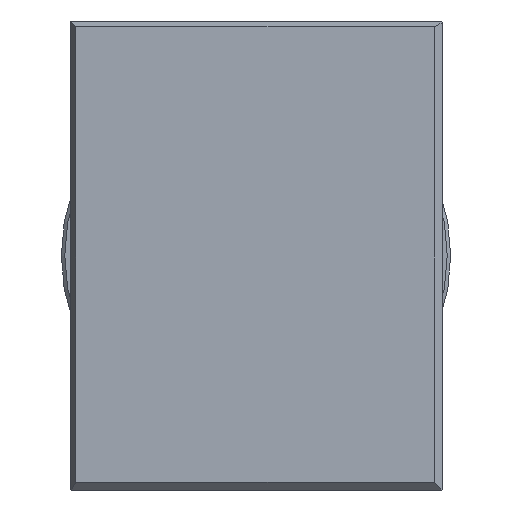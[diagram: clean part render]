
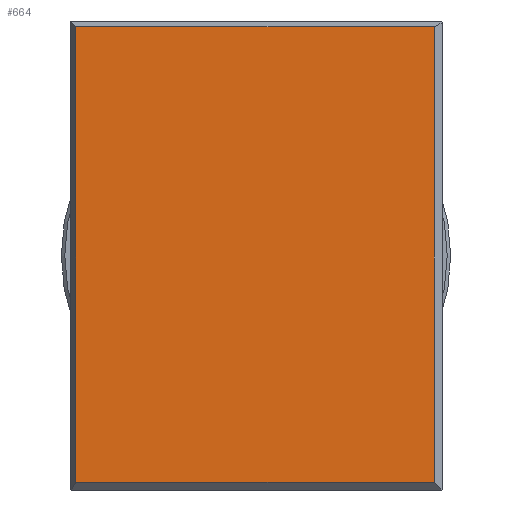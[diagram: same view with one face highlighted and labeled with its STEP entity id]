
A CAD part, left-side view. The second image highlights one B-rep face of the part: STEP entity #664.
In plain terms, the highlighted planar face has unit normal (-1, 0, 0).
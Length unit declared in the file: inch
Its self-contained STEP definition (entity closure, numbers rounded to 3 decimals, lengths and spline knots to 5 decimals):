
#120 = ORIENTED_EDGE ( 'NONE', *, *, #2101, .T. ) ;
#150 = DIRECTION ( 'NONE',  ( 0., 0., 1. ) ) ;
#262 = ORIENTED_EDGE ( 'NONE', *, *, #1319, .T. ) ;
#482 = LINE ( 'NONE', #1031, #2082 ) ;
#534 = EDGE_CURVE ( 'NONE', #1636, #1792, #1174, .T. ) ;
#568 = CARTESIAN_POINT ( 'NONE',  ( -4.77359, 0.0594, 0.92674 ) ) ;
#664 = ADVANCED_FACE ( 'NONE', ( #2426 ), #2037, .T. ) ;
#714 = ORIENTED_EDGE ( 'NONE', *, *, #534, .T. ) ;
#734 = CARTESIAN_POINT ( 'NONE',  ( -4.77359, 0.0894, 2.24326 ) ) ;
#748 = CARTESIAN_POINT ( 'NONE',  ( -4.77359, 1.12529, 1.58174 ) ) ;
#757 = VECTOR ( 'NONE', #2004, 39.37008 ) ;
#796 = CARTESIAN_POINT ( 'NONE',  ( -4.77359, 0.0894, 0.92674 ) ) ;
#843 = CARTESIAN_POINT ( 'NONE',  ( -4.77359, 0.6044, 1.58174 ) ) ;
#863 = VERTEX_POINT ( 'NONE', #734 ) ;
#1031 = CARTESIAN_POINT ( 'NONE',  ( -4.77359, 0.6044, 2.24326 ) ) ;
#1043 = EDGE_CURVE ( 'NONE', #863, #2435, #482, .T. ) ;
#1094 = DIRECTION ( 'NONE',  ( 0., 0., 1. ) ) ;
#1114 = EDGE_LOOP ( 'NONE', ( #2529, #262, #714, #120 ) ) ;
#1158 = VECTOR ( 'NONE', #2358, 39.37008 ) ;
#1174 = LINE ( 'NONE', #568, #757 ) ;
#1190 = LINE ( 'NONE', #1993, #1529 ) ;
#1231 = DIRECTION ( 'NONE',  ( -1., 0., 0. ) ) ;
#1319 = EDGE_CURVE ( 'NONE', #2435, #1636, #2556, .T. ) ;
#1529 = VECTOR ( 'NONE', #150, 39.37008 ) ;
#1600 = CARTESIAN_POINT ( 'NONE',  ( -4.77359, 1.12529, 0.92674 ) ) ;
#1636 = VERTEX_POINT ( 'NONE', #1600 ) ;
#1792 = VERTEX_POINT ( 'NONE', #796 ) ;
#1828 = DIRECTION ( 'NONE',  ( 0., 1., 0. ) ) ;
#1993 = CARTESIAN_POINT ( 'NONE',  ( -4.77359, 0.0894, 2.26674 ) ) ;
#2004 = DIRECTION ( 'NONE',  ( 0., -1., 0. ) ) ;
#2037 = PLANE ( 'NONE',  #2432 ) ;
#2082 = VECTOR ( 'NONE', #1828, 39.37008 ) ;
#2101 = EDGE_CURVE ( 'NONE', #1792, #863, #1190, .T. ) ;
#2223 = CARTESIAN_POINT ( 'NONE',  ( -4.77359, 1.12529, 2.24326 ) ) ;
#2358 = DIRECTION ( 'NONE',  ( 0., 0., -1. ) ) ;
#2426 = FACE_OUTER_BOUND ( 'NONE', #1114, .T. ) ;
#2432 = AXIS2_PLACEMENT_3D ( 'NONE', #843, #1231, #1094 ) ;
#2435 = VERTEX_POINT ( 'NONE', #2223 ) ;
#2529 = ORIENTED_EDGE ( 'NONE', *, *, #1043, .T. ) ;
#2556 = LINE ( 'NONE', #748, #1158 ) ;
